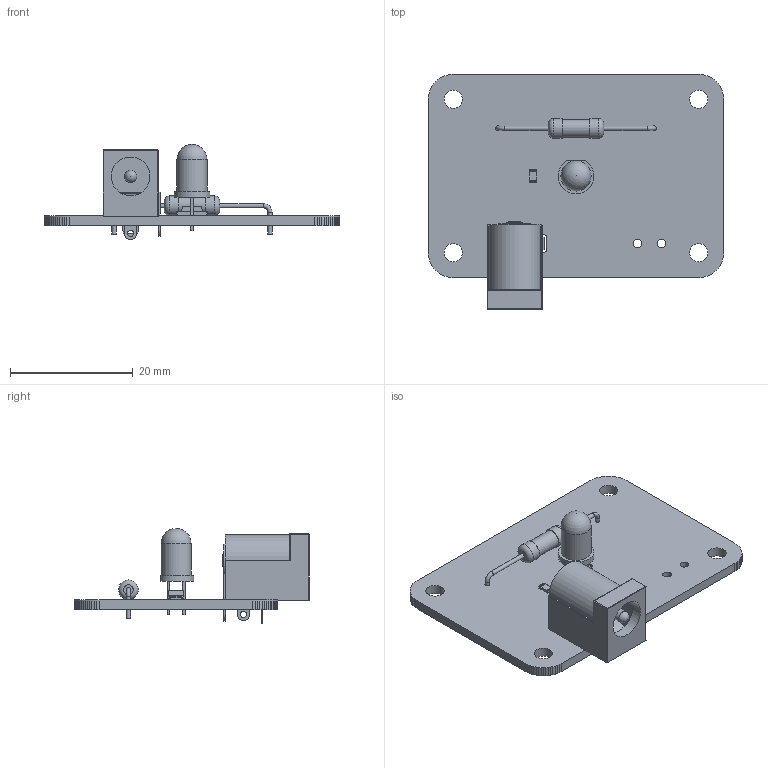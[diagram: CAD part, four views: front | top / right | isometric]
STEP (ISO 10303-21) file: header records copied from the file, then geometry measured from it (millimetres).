
FILE_DESCRIPTION(('KiCad electronic assembly'),'2;1');
FILE_NAME('explorer-light.step','2024-03-13T12:18:50',('Pcbnew'),( 'Kicad'),'Open CASCADE STEP processor 7.7','KiCad to STEP converter' ,'Unknown');
FILE_SCHEMA(('AUTOMOTIVE_DESIGN { 1 0 10303 214 1 1 1 1 }'));
Length unit declared in the file: millimetre
Products named in the file (12): explorer-light 1; BarrelJack_Horizontal; LED_D5.0mm; LED_2010_5025Metric; R_Axial_DIN0309_L9.0mm_D3.2mm_P25.40mm_Horizontal; R_Axial_DIN0309_L90mm_D32mm_P2540mm_Horizontal; R_0805_2012Metric; explorer-light PCB
Assembly tree (11 placements, depth 3):
  explorer-light 1
    BarrelJack_Horizontal
      BarrelJack_Horizontal
    LED_D5.0mm
      LED_D5.0mm
    LED_2010_5025Metric
      LED_2010_5025Metric
    R_Axial_DIN0309_L9.0mm_D3.2mm_P25.40mm_Horizontal
      R_Axial_DIN0309_L90mm_D32mm_P2540mm_Horizontal
    R_0805_2012Metric
      R_0805_2012Metric
    explorer-light PCB
Bounding box: 48.13 x 38.36 x 15.5 mm (x, y, z)
Volume: 3407.5 mm3; surface area: 5317.8 mm2
Topology: 10 solids, 10 shells, 336 faces, 881 edges, 570 vertices
Faces by surface type: plane 265, cylinder 59, sphere 6, torus 4, extrusion 2
Full cylindrical faces by diameter (mm): 0.7 x4, 0.8 x2, 0.9 x2, 1 x2, 1.4 x2, 1.5 x2, 2 x2, 2.88 x1, 3 x4, 3.2 x2, 4.9 x1, 6.3 x1
Entity records: 23629 total; most frequent: CARTESIAN_POINT 4576, DIRECTION 3209, VECTOR 2232, LINE 2230, ORIENTED_EDGE 1750, PCURVE 1750, DEFINITIONAL_REPRESENTATION 1750, EDGE_CURVE 875
